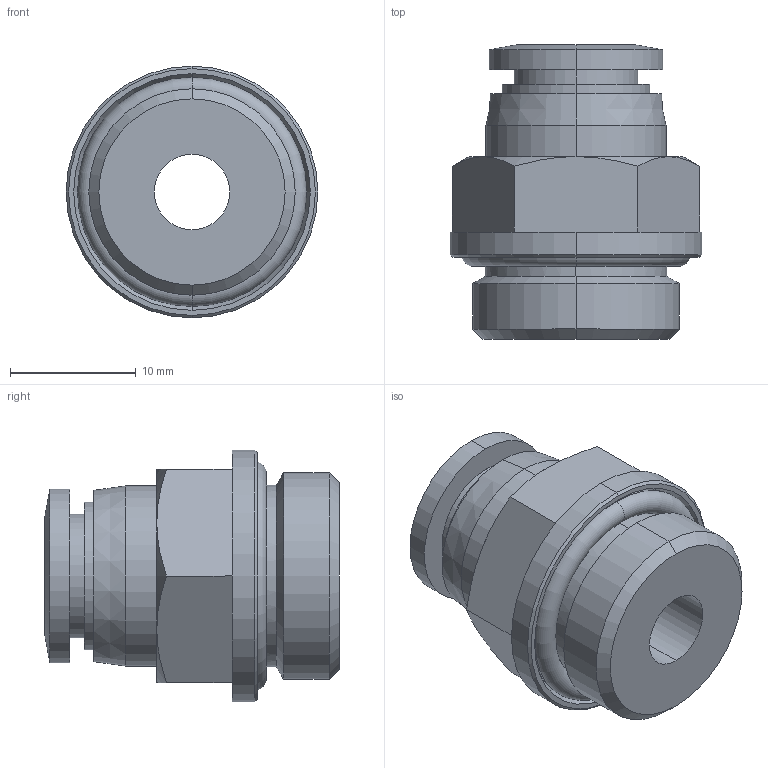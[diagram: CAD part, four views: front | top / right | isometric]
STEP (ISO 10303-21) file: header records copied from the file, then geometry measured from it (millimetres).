
FILE_DESCRIPTION (( 'STEP AP214' ), '1' );
FILE_NAME ('MS8M-38G.step', '2019-07-30T13:20:10', ( '' ), ( '' ), 'SwSTEP 2.0', 'SolidWorks 2018', '' );
FILE_SCHEMA (( 'AUTOMOTIVE_DESIGN' ));
Length unit declared in the file: inch
Products named in the file (1): MS8M-38G
Bounding box: 20 x 23.4 x 20 mm (x, y, z)
Volume: 3542.3 mm3; surface area: 2842.2 mm2
Topology: 2 solids, 2 shells, 59 faces, 122 edges, 74 vertices
Faces by surface type: cylinder 18, cone 18, plane 16, torus 6, bspline 1
Entity records: 1965 total; most frequent: CARTESIAN_POINT 639, DIRECTION 284, ORIENTED_EDGE 244, EDGE_CURVE 122, AXIS2_PLACEMENT_3D 121, VERTEX_POINT 74, EDGE_LOOP 70, CIRCLE 62
